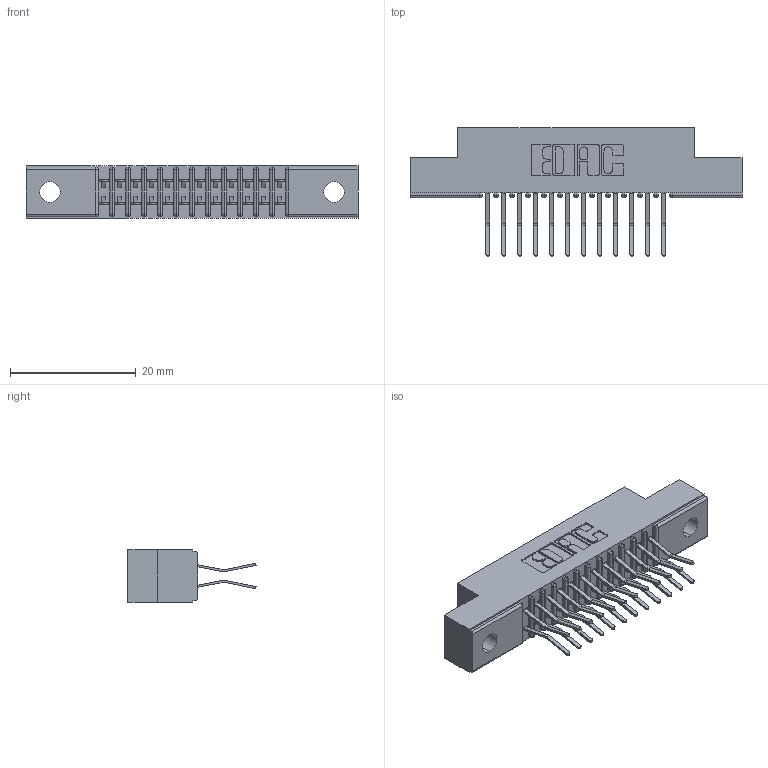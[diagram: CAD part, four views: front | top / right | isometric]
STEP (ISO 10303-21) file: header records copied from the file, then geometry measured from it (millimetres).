
FILE_DESCRIPTION (( 'STEP AP203' ), '1' );
FILE_NAME ('391-024-560-202.STEP', '2018-08-08T20:01:16', ( '' ), ( '' ), 'SwSTEP 2.0', 'SolidWorks 2016', '' );
FILE_SCHEMA (( 'CONFIG_CONTROL_DESIGN' ));
Length unit declared in the file: inch
Products named in the file (3): 341 Part_.128 (3.25) Dia Mounting Holes; 341-292-001_341-292-160; 391-024-560-202
Assembly tree (25 placements, depth 2):
  391-024-560-202
    341 Part_.128 (3.25) Dia Mounting Holes
    341-292-001_341-292-160  x24
Bounding box: 52.7 x 20.37 x 8.38 mm (x, y, z)
Volume: 3011.5 mm3; surface area: 5588.5 mm2
Topology: 25 solids, 25 shells, 1796 faces, 5200 edges, 3374 vertices
Faces by surface type: plane 1028, cylinder 720, sphere 26, torus 22
Entity records: 18661 total; most frequent: CARTESIAN_POINT 3104, ORIENTED_EDGE 3080, DIRECTION 3038, EDGE_CURVE 1540, VECTOR 1206, LINE 1206, VERTEX_POINT 982, AXIS2_PLACEMENT_3D 916
